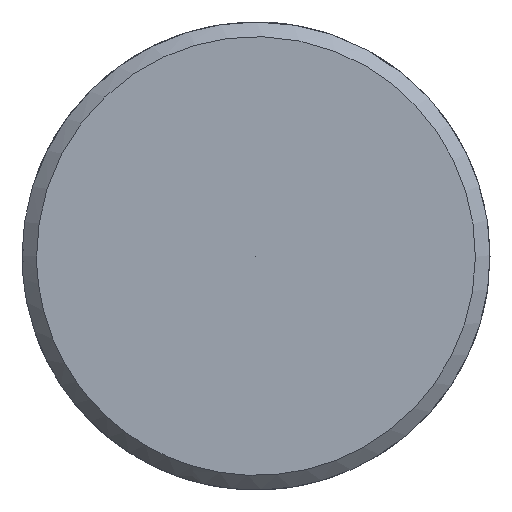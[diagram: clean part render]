
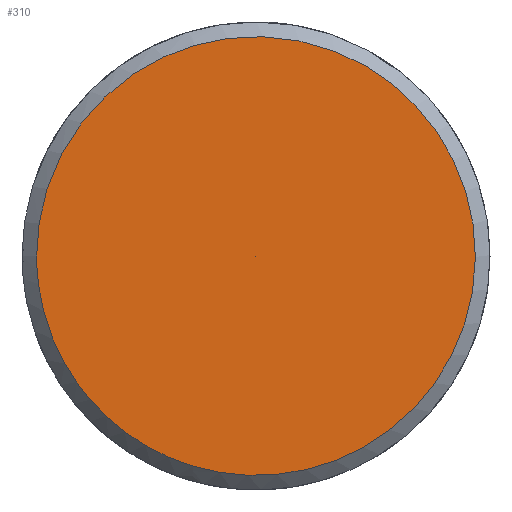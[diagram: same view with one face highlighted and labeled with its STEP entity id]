
A CAD part, left-side view. The second image highlights one B-rep face of the part: STEP entity #310.
In plain terms, the highlighted free-form (B-spline) face has degree [5, 1] with [6, 2] control points.
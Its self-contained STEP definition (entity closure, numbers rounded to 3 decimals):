
#276 = CARTESIAN_POINT ('', (-70., 3.75, 0.));
#277 = VERTEX_POINT ('', #276);
#278 = CARTESIAN_POINT ('', (-70., 0., 0.));
#279 = VERTEX_POINT ('', #278);
#280 = CARTESIAN_POINT ('', (-70., 3.75, 0.));
#281 = CARTESIAN_POINT ('', (-70., 0., 0.));
#282 = B_SPLINE_CURVE_WITH_KNOTS ('', 1, (#280, #281), .UNSPECIFIED., .F., .U., (2, 2), (0., 1.), .UNSPECIFIED.);
#283 = EDGE_CURVE ('', #277, #279, #282, .T.);
#284 = ORIENTED_EDGE ('', *, *, #283, .F.);
#285 = CARTESIAN_POINT ('', (-70., 3.75, 0.));
#286 = CARTESIAN_POINT ('', (-70., 3.75, 15.));
#287 = CARTESIAN_POINT ('', (-70., -11.25, 7.5));
#288 = CARTESIAN_POINT ('', (-70., -11.25, -7.5));
#289 = CARTESIAN_POINT ('', (-70., 3.75, -15.));
#290 = CARTESIAN_POINT ('', (-70., 3.75, 0.));
#291 = (
   BOUNDED_CURVE ()
   B_SPLINE_CURVE (5, (#285, #286, #287, #288, #289, #290), .UNSPECIFIED., .T., .U.)
   B_SPLINE_CURVE_WITH_KNOTS ((6, 6), (0., 1.), .UNSPECIFIED.)
   CURVE ()
   GEOMETRIC_REPRESENTATION_ITEM ()
   RATIONAL_B_SPLINE_CURVE ((5., 1., 1., 1., 1., 5.))
   REPRESENTATION_ITEM ('')
);
#292 = EDGE_CURVE ('', #277, #277, #291, .T.);
#293 = ORIENTED_EDGE ('', *, *, #292, .T.);
#294 = ORIENTED_EDGE ('', *, *, #283, .T.);
#295 = EDGE_LOOP ('', (#284, #293, #294));
#296 = FACE_OUTER_BOUND ('', #295, .F.);
#297 = CARTESIAN_POINT ('', (-70., 3.75, 0.));
#298 = CARTESIAN_POINT ('', (-70., 0., 0.));
#299 = CARTESIAN_POINT ('', (-70., 3.75, 15.));
#300 = CARTESIAN_POINT ('', (-70., 0., 0.));
#301 = CARTESIAN_POINT ('', (-70., -11.25, 7.5));
#302 = CARTESIAN_POINT ('', (-70., 0., 0.));
#303 = CARTESIAN_POINT ('', (-70., -11.25, -7.5));
#304 = CARTESIAN_POINT ('', (-70., 0., 0.));
#305 = CARTESIAN_POINT ('', (-70., 3.75, -15.));
#306 = CARTESIAN_POINT ('', (-70., 0., 0.));
#307 = CARTESIAN_POINT ('', (-70., 3.75, 0.));
#308 = CARTESIAN_POINT ('', (-70., 0., 0.));
#309 = (
   BOUNDED_SURFACE ()
   B_SPLINE_SURFACE (5, 1, ((#297, #298), (#299, #300), (#301, #302), (#303, #304), (#305, #306), (#307, #308)), .UNSPECIFIED., .T., .F., .U.)
   B_SPLINE_SURFACE_WITH_KNOTS ((6, 6), (2, 2), (0., 1.), (0., 1.), .UNSPECIFIED.)
   SURFACE ()
   GEOMETRIC_REPRESENTATION_ITEM ()
   RATIONAL_B_SPLINE_SURFACE (((5., 5.), (1., 1.), (1., 1.), (1., 1.), (1., 1.), (5., 5.)))
   REPRESENTATION_ITEM ('')
);
#310 = ADVANCED_FACE ('', (#296), #309, .F.);
